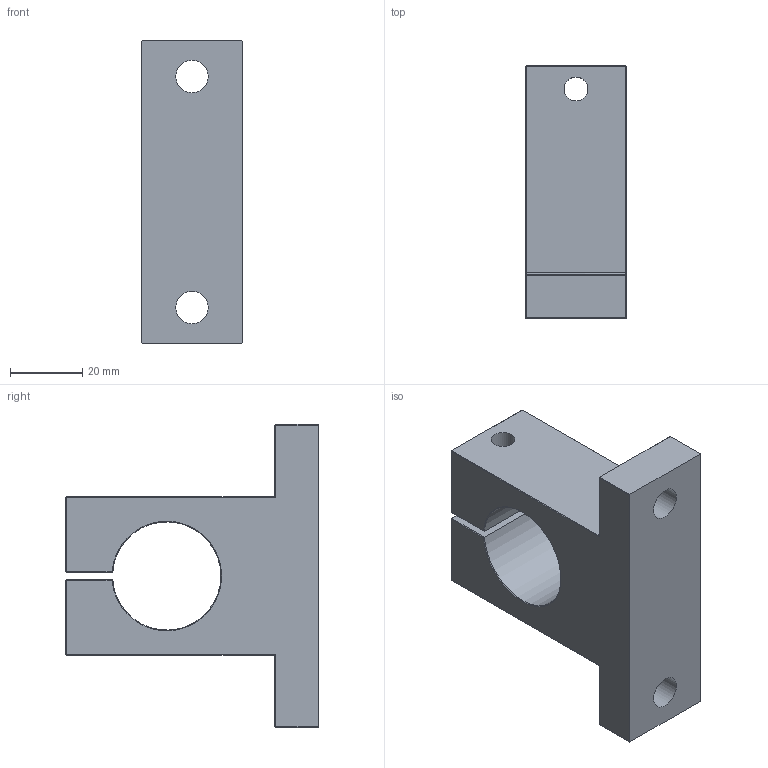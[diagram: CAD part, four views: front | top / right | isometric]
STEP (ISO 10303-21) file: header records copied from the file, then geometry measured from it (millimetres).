
FILE_DESCRIPTION (( 'STEP AP203' ), '1' );
FILE_NAME ('SK-30.STEP', '2016-03-18T08:45:25', ( '' ), ( '' ), 'SwSTEP 2.0', 'SolidWorks 2010', '' );
FILE_SCHEMA (( 'CONFIG_CONTROL_DESIGN' ));
Length unit declared in the file: millimetre
Products named in the file (1): SK-30
Bounding box: 28 x 70 x 84 mm (x, y, z)
Volume: 75809.4 mm3; surface area: 18648.9 mm2
Topology: 1 solids, 1 shells, 64 faces, 145 edges, 84 vertices
Faces by surface type: plane 52, cylinder 8, cone 4
Full cylindrical faces by diameter (mm): 6.6 x2, 9 x2, 11 x1
Entity records: 1747 total; most frequent: CARTESIAN_POINT 315, DIRECTION 268, ORIENTED_EDGE 268, EDGE_CURVE 134, VECTOR 106, LINE 106, AXIS2_PLACEMENT_3D 81, VERTEX_POINT 80
